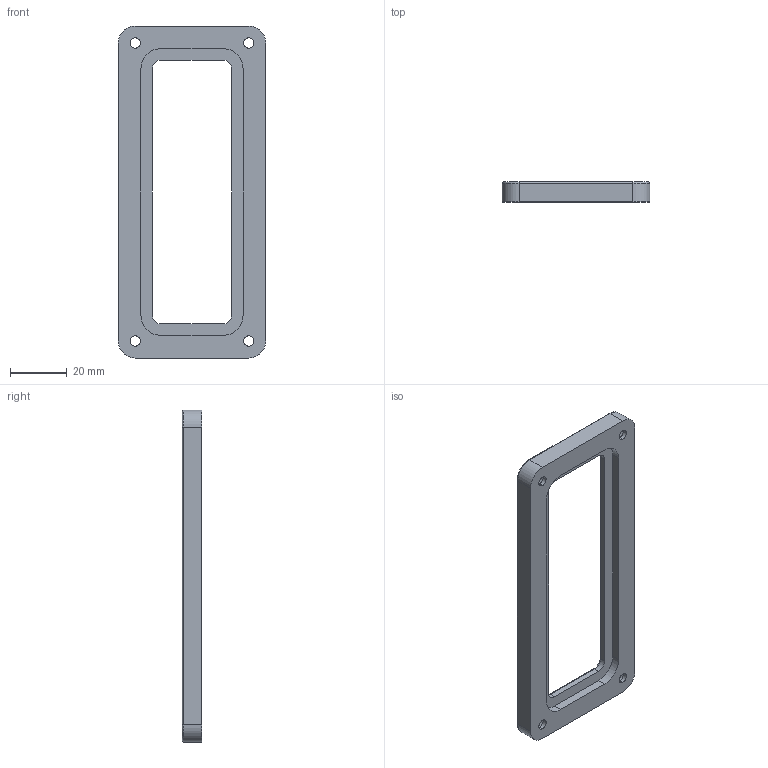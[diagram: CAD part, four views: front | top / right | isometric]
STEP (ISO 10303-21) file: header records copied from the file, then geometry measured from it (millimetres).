
FILE_DESCRIPTION (( 'STEP AP214' ), '1' );
FILE_NAME ('TapaCaixaFDM_V3.STEP', '2024-02-27T16:10:03', ( '' ), ( '' ), 'SwSTEP 2.0', 'SolidWorks 2022', '' );
FILE_SCHEMA (( 'AUTOMOTIVE_DESIGN' ));
Length unit declared in the file: millimetre
Products named in the file (1): TapaCaixaFDM_V3
Bounding box: 52 x 7 x 117 mm (x, y, z)
Volume: 16892.6 mm3; surface area: 11150.5 mm2
Topology: 1 solids, 1 shells, 83 faces, 206 edges, 127 vertices
Faces by surface type: cylinder 40, plane 24, torus 19
Entity records: 2556 total; most frequent: DIRECTION 472, CARTESIAN_POINT 457, ORIENTED_EDGE 412, EDGE_CURVE 206, AXIS2_PLACEMENT_3D 190, VERTEX_POINT 127, CIRCLE 106, EDGE_LOOP 95
